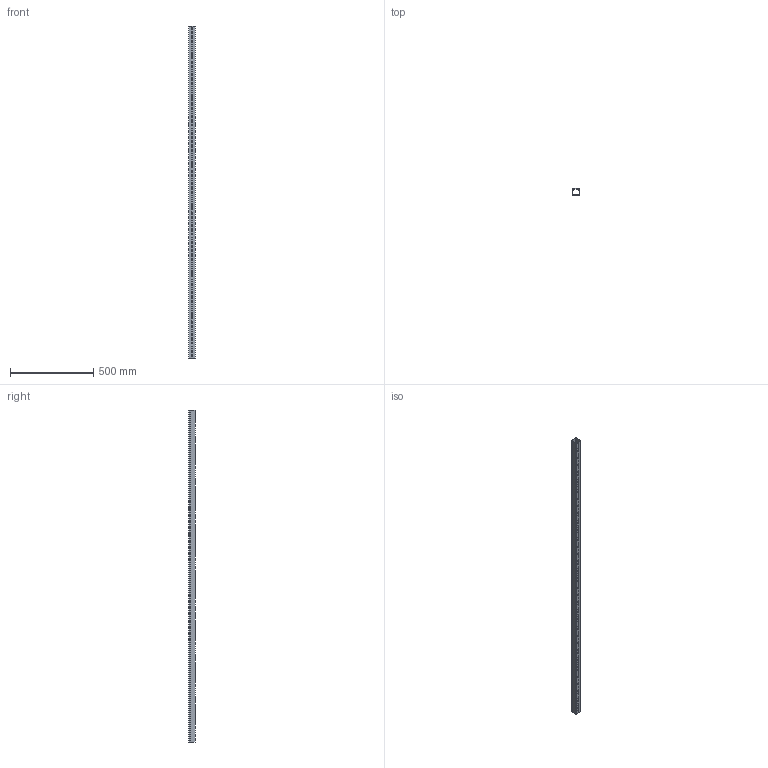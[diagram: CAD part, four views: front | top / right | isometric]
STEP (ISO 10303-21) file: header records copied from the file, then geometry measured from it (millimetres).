
FILE_DESCRIPTION(/* description */ (''),/* implementation_level */ '2;1');
FILE_NAME(/* name */ '65-000-0 v1.step',/* time_stamp */ '2020-08-24T09:59:08-04:00',/* author */ (''),/* organization */ (''),/* preprocessor_version */ 'ST-DEVELOPER v18.1',/* originating_system */ 'Autodesk Translation Framework v9.3.0.1241',/* authorisation */ '');
FILE_SCHEMA (('AUTOMOTIVE_DESIGN { 1 0 10303 214 3 1 1 }'));
Length unit declared in the file: millimetre
Products named in the file (1): 65-000-0
Bounding box: 39.9 x 39.88 x 1999.49 mm (x, y, z)
Volume: 546526.2 mm3; surface area: 694315.8 mm2
Topology: 2 solids, 2 shells, 364 faces, 1080 edges, 720 vertices
Faces by surface type: plane 188, cylinder 176
Entity records: 12631 total; most frequent: CARTESIAN_POINT 2165, DIRECTION 2162, ORIENTED_EDGE 2160, EDGE_CURVE 1080, LINE 728, VECTOR 728, VERTEX_POINT 720, AXIS2_PLACEMENT_3D 717
